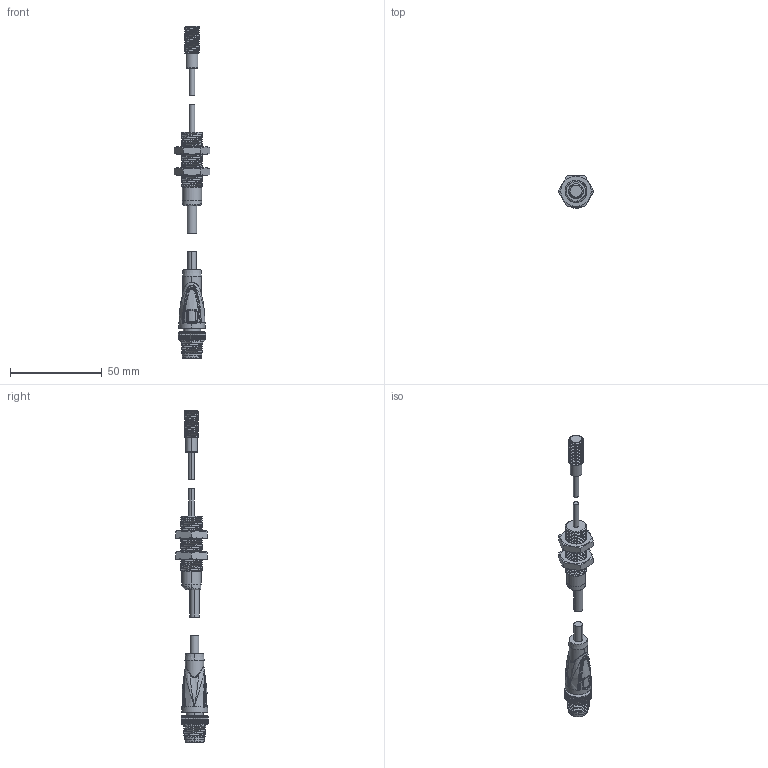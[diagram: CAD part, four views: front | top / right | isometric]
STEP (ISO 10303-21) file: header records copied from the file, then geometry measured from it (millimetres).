
FILE_DESCRIPTION((''),'2;1');
FILE_NAME('DM_CAD-B0D6A_ASM','2016-04-01T',('Creinig-se'),(''),'PRO/ENGINEER BY PARAMETRIC TECHNOLOGY CORPORATION, 2015440','PRO/ENGINEER BY PARAMETRIC TECHNOLOGY CORPORATION, 2015440','');
FILE_SCHEMA(('CONFIG_CONTROL_DESIGN'));
Length unit declared in the file: inch
Products named in the file (6): DM_CAD-B0D6A_5791; DM_CAD-B0D6A_19148; DM_CAD-B0D6A_19236; DM_CAD-B0D6A_41299; DM_CAD-B0D6A_908846_ASM; DM_CAD-B0D6A_ASM
Assembly tree (5 placements, depth 3):
  DM_CAD-B0D6A_ASM
    DM_CAD-B0D6A_908846_ASM
      DM_CAD-B0D6A_5791
      DM_CAD-B0D6A_19148
      DM_CAD-B0D6A_19236
      DM_CAD-B0D6A_41299
Bounding box: 19.63 x 17.59 x 181.2 mm (x, y, z)
Volume: 12534.3 mm3; surface area: 9946.5 mm2
Topology: 5 solids, 5 shells, 624 faces, 1558 edges, 954 vertices
Faces by surface type: plane 235, cylinder 204, bspline 125, cone 36, torus 14, sphere 10
Entity records: 42201 total; most frequent: CARTESIAN_POINT 22609, ORIENTED_EDGE 3080, DIRECTION 2576, PRESENTATION_STYLE_ASSIGNMENT 1631, STYLED_ITEM 1544, CURVE_STYLE 1540, EDGE_CURVE 1540, AXIS2_PLACEMENT_3D 1008
